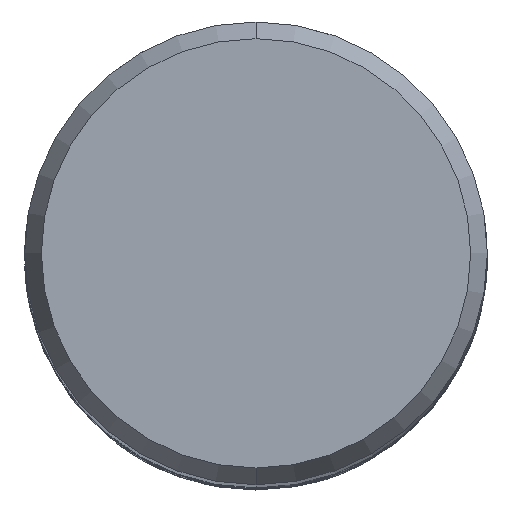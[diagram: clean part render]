
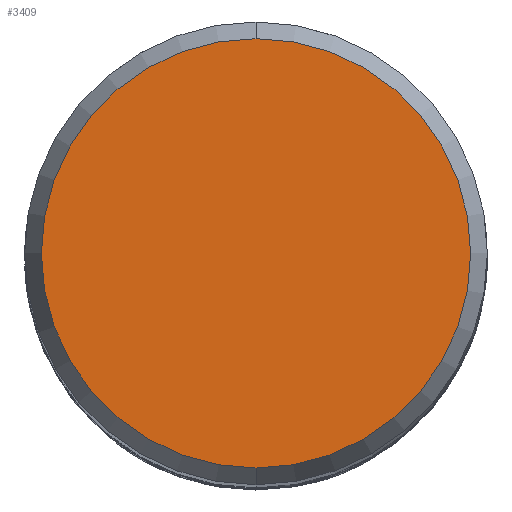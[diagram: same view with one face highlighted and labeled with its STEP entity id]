
A CAD part, top view. The second image highlights one B-rep face of the part: STEP entity #3409.
In plain terms, the highlighted planar face has unit normal (0, 0, 1).
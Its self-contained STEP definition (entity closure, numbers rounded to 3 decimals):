
#2333=EDGE_CURVE('',#3053,#3295,#4987,.T.);
#2927=EDGE_CURVE('',#3295,#3053,#5630,.T.);
#3053=VERTEX_POINT('',#5765);
#3295=VERTEX_POINT('',#6028);
#3409=ADVANCED_FACE('',(#6154),#6155,.T.);
#4987=CIRCLE('',#14937,7.423);
#5630=CIRCLE('',#23075,7.423);
#5765=CARTESIAN_POINT('',(0.,-7.423,0.0));
#6028=CARTESIAN_POINT('',(0.0,7.423,0.0));
#6154=FACE_OUTER_BOUND('',#27797,.T.);
#6155=PLANE('',#27798);
#14937=AXIS2_PLACEMENT_3D('',#36741,#36742,#36743);
#23075=AXIS2_PLACEMENT_3D('',#37331,#37332,#37333);
#27797=EDGE_LOOP('',(#37858,#37859));
#27798=AXIS2_PLACEMENT_3D('',#37860,#37861,#37862);
#36741=CARTESIAN_POINT('',(0.0,0.0,0.0));
#36742=DIRECTION('',(0.0,0.0,-1.0));
#36743=DIRECTION('',(0.0,1.0,0.0));
#37331=CARTESIAN_POINT('',(0.0,0.0,0.0));
#37332=DIRECTION('',(0.0,0.0,-1.0));
#37333=DIRECTION('',(0.0,1.0,0.0));
#37858=ORIENTED_EDGE('',*,*,#2927,.F.);
#37859=ORIENTED_EDGE('',*,*,#2333,.F.);
#37860=CARTESIAN_POINT('',(0.0,3.711,0.0));
#37861=DIRECTION('',(-0.0,0.0,1.0));
#37862=DIRECTION('',(0.0,-1.0,0.0));
